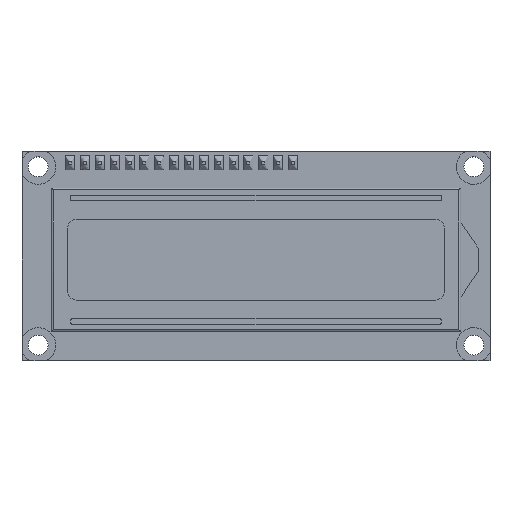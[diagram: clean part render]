
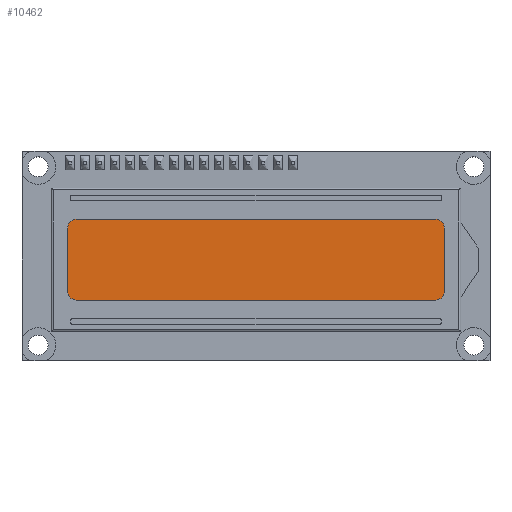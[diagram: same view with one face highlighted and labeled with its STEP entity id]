
A CAD part, top view. The second image highlights one B-rep face of the part: STEP entity #10462.
In plain terms, the highlighted planar face has unit normal (0, 0, 1).
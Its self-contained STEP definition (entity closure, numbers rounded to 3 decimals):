
#10271 = VERTEX_POINT('',#10272);
#10272 = CARTESIAN_POINT('',(64.04,-11.153,7.6));
#10278 = EDGE_CURVE('',#10271,#10279,#10281,.T.);
#10279 = VERTEX_POINT('',#10280);
#10280 = CARTESIAN_POINT('',(62.54,-9.653,7.6));
#10281 = CIRCLE('',#10282,1.5);
#10282 = AXIS2_PLACEMENT_3D('',#10283,#10284,#10285);
#10283 = CARTESIAN_POINT('',(62.54,-11.153,7.6));
#10284 = DIRECTION('',(0.,0.,1.));
#10285 = DIRECTION('',(-1.,0.,0.));
#10304 = EDGE_CURVE('',#10305,#10271,#10307,.T.);
#10305 = VERTEX_POINT('',#10306);
#10306 = CARTESIAN_POINT('',(64.04,-21.953,7.6));
#10307 = LINE('',#10308,#10309);
#10308 = CARTESIAN_POINT('',(64.04,-21.953,7.6));
#10309 = VECTOR('',#10310,1.);
#10310 = DIRECTION('',(0.,1.,0.));
#10327 = VERTEX_POINT('',#10328);
#10328 = CARTESIAN_POINT('',(62.54,-23.453,7.6));
#10334 = EDGE_CURVE('',#10327,#10305,#10335,.T.);
#10335 = CIRCLE('',#10336,1.5);
#10336 = AXIS2_PLACEMENT_3D('',#10337,#10338,#10339);
#10337 = CARTESIAN_POINT('',(62.54,-21.953,7.6));
#10338 = DIRECTION('',(0.,0.,1.));
#10339 = DIRECTION('',(1.,0.,0.));
#10353 = EDGE_CURVE('',#10354,#10327,#10356,.T.);
#10354 = VERTEX_POINT('',#10355);
#10355 = CARTESIAN_POINT('',(1.14,-23.453,7.6));
#10356 = LINE('',#10357,#10358);
#10357 = CARTESIAN_POINT('',(1.14,-23.453,7.6));
#10358 = VECTOR('',#10359,1.);
#10359 = DIRECTION('',(1.,0.,0.));
#10376 = VERTEX_POINT('',#10377);
#10377 = CARTESIAN_POINT('',(-0.36,-21.953,7.6));
#10383 = EDGE_CURVE('',#10376,#10354,#10384,.T.);
#10384 = CIRCLE('',#10385,1.5);
#10385 = AXIS2_PLACEMENT_3D('',#10386,#10387,#10388);
#10386 = CARTESIAN_POINT('',(1.14,-21.953,7.6));
#10387 = DIRECTION('',(0.,0.,1.));
#10388 = DIRECTION('',(-1.,0.,0.));
#10402 = EDGE_CURVE('',#10403,#10376,#10405,.T.);
#10403 = VERTEX_POINT('',#10404);
#10404 = CARTESIAN_POINT('',(-0.36,-11.153,7.6));
#10405 = LINE('',#10406,#10407);
#10406 = CARTESIAN_POINT('',(-0.36,-21.953,7.6));
#10407 = VECTOR('',#10408,1.);
#10408 = DIRECTION('',(-0.,-1.,-0.));
#10425 = VERTEX_POINT('',#10426);
#10426 = CARTESIAN_POINT('',(1.14,-9.653,7.6));
#10432 = EDGE_CURVE('',#10425,#10403,#10433,.T.);
#10433 = CIRCLE('',#10434,1.5);
#10434 = AXIS2_PLACEMENT_3D('',#10435,#10436,#10437);
#10435 = CARTESIAN_POINT('',(1.14,-11.153,7.6));
#10436 = DIRECTION('',(0.,0.,1.));
#10437 = DIRECTION('',(-1.,0.,0.));
#10451 = EDGE_CURVE('',#10279,#10425,#10452,.T.);
#10452 = LINE('',#10453,#10454);
#10453 = CARTESIAN_POINT('',(1.14,-9.653,7.6));
#10454 = VECTOR('',#10455,1.);
#10455 = DIRECTION('',(-1.,-0.,-0.));
#10462 = ADVANCED_FACE('',(#10463),#10473,.F.);
#10463 = FACE_BOUND('',#10464,.T.);
#10464 = EDGE_LOOP('',(#10465,#10466,#10467,#10468,#10469,#10470,#10471,
    #10472));
#10465 = ORIENTED_EDGE('',*,*,#10278,.T.);
#10466 = ORIENTED_EDGE('',*,*,#10451,.T.);
#10467 = ORIENTED_EDGE('',*,*,#10432,.T.);
#10468 = ORIENTED_EDGE('',*,*,#10402,.T.);
#10469 = ORIENTED_EDGE('',*,*,#10383,.T.);
#10470 = ORIENTED_EDGE('',*,*,#10353,.T.);
#10471 = ORIENTED_EDGE('',*,*,#10334,.T.);
#10472 = ORIENTED_EDGE('',*,*,#10304,.T.);
#10473 = PLANE('',#10474);
#10474 = AXIS2_PLACEMENT_3D('',#10475,#10476,#10477);
#10475 = CARTESIAN_POINT('',(62.54,-11.153,7.6));
#10476 = DIRECTION('',(0.,0.,-1.));
#10477 = DIRECTION('',(-1.,0.,0.));
